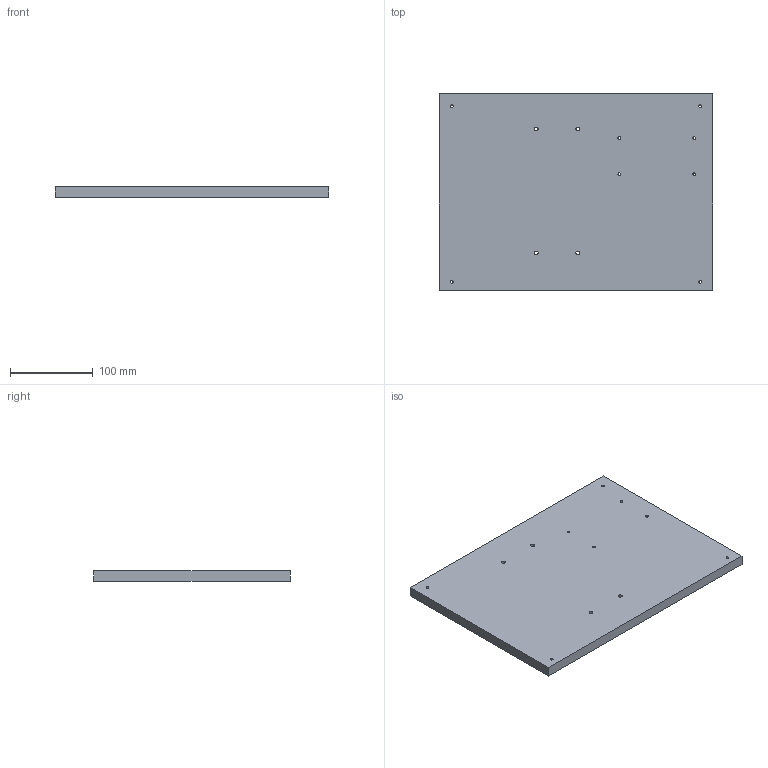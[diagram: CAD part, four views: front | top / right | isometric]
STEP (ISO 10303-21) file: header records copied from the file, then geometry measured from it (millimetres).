
FILE_DESCRIPTION((''),'2;1');
FILE_NAME('bottom.ipt.step','2013-10-18T14:31:28',(''),(''),'Autodesk Inventor 2013','Autodesk Inventor 2013','');
FILE_SCHEMA(('AUTOMOTIVE_DESIGN { 1 0 10303 214 1 1 1 1 }'));
Length unit declared in the file: millimetre
Products named in the file (1): bottom
Bounding box: 331 x 237.5 x 12.5 mm (x, y, z)
Volume: 979824.8 mm3; surface area: 173349.7 mm2
Topology: 1 solids, 1 shells, 42 faces, 84 edges, 56 vertices
Faces by surface type: cylinder 24, plane 18
Full cylindrical faces by diameter (mm): 3.4 x8, 4.5 x4, 6.5 x8, 8 x4
Entity records: 1070 total; most frequent: DIRECTION 194, CARTESIAN_POINT 159, ORIENTED_EDGE 120, EDGE_LOOP 102, AXIS2_PLACEMENT_3D 91, EDGE_CURVE 60, FACE_BOUND 60, VERTEX_POINT 56
